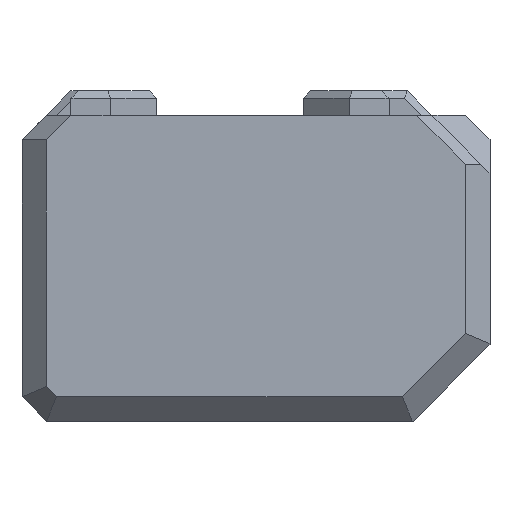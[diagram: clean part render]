
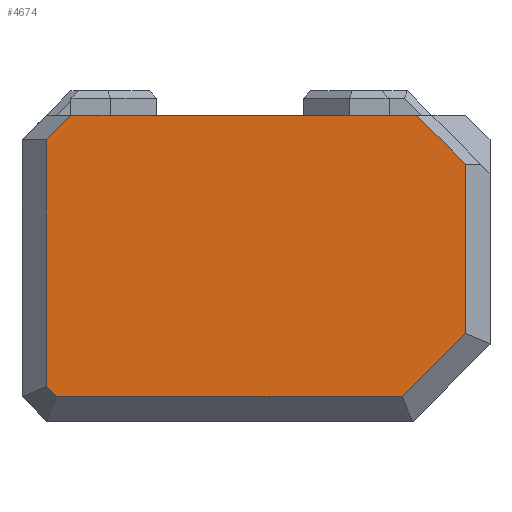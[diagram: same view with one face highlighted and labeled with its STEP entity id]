
A CAD part, front view. The second image highlights one B-rep face of the part: STEP entity #4674.
In plain terms, the highlighted planar face has unit normal (0, -1, 0).
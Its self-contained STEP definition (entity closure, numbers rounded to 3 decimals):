
#423=FACE_OUTER_BOUND('',#687,.T.);
#687=EDGE_LOOP('',(#4138,#4139,#4140,#4141,#4142,#4143,#4144,#4145));
#898=LINE('',#6979,#1452);
#1094=LINE('',#7450,#1648);
#1198=LINE('',#7731,#1752);
#1201=LINE('',#7736,#1755);
#1202=LINE('',#7739,#1756);
#1204=LINE('',#7743,#1758);
#1206=LINE('',#7746,#1760);
#1226=LINE('',#7792,#1780);
#1452=VECTOR('',#5301,10.);
#1648=VECTOR('',#5659,10.);
#1752=VECTOR('',#5915,10.);
#1755=VECTOR('',#5920,10.);
#1756=VECTOR('',#5923,10.);
#1758=VECTOR('',#5927,10.);
#1760=VECTOR('',#5931,10.);
#1780=VECTOR('',#5977,10.);
#2003=VERTEX_POINT('',#6976);
#2004=VERTEX_POINT('',#6978);
#2131=VERTEX_POINT('',#7448);
#2207=VERTEX_POINT('',#7728);
#2208=VERTEX_POINT('',#7730);
#2209=VERTEX_POINT('',#7734);
#2210=VERTEX_POINT('',#7738);
#2211=VERTEX_POINT('',#7742);
#2506=EDGE_CURVE('',#2004,#2003,#898,.T.);
#2712=EDGE_CURVE('',#2003,#2131,#1094,.T.);
#2844=EDGE_CURVE('',#2207,#2208,#1198,.T.);
#2847=EDGE_CURVE('',#2208,#2209,#1201,.T.);
#2848=EDGE_CURVE('',#2209,#2210,#1202,.T.);
#2850=EDGE_CURVE('',#2210,#2211,#1204,.T.);
#2852=EDGE_CURVE('',#2211,#2131,#1206,.T.);
#2873=EDGE_CURVE('',#2207,#2004,#1226,.T.);
#4138=ORIENTED_EDGE('',*,*,#2712,.T.);
#4139=ORIENTED_EDGE('',*,*,#2852,.F.);
#4140=ORIENTED_EDGE('',*,*,#2850,.F.);
#4141=ORIENTED_EDGE('',*,*,#2848,.F.);
#4142=ORIENTED_EDGE('',*,*,#2847,.F.);
#4143=ORIENTED_EDGE('',*,*,#2844,.F.);
#4144=ORIENTED_EDGE('',*,*,#2873,.T.);
#4145=ORIENTED_EDGE('',*,*,#2506,.T.);
#4428=PLANE('',#4955);
#4674=ADVANCED_FACE('',(#423),#4428,.T.);
#4955=AXIS2_PLACEMENT_3D('',#7793,#5978,#5979);
#5301=DIRECTION('',(-1.,0.,0.));
#5659=DIRECTION('',(-0.707,0.,-0.707));
#5915=DIRECTION('',(0.,0.,-1.));
#5920=DIRECTION('',(-0.707,0.,-0.707));
#5923=DIRECTION('',(-1.,0.,0.));
#5927=DIRECTION('',(-0.707,0.,0.707));
#5931=DIRECTION('',(0.,0.,1.));
#5977=DIRECTION('',(-0.707,0.,0.707));
#5978=DIRECTION('center_axis',(0.,-1.,0.));
#5979=DIRECTION('ref_axis',(0.,0.,-1.));
#6976=CARTESIAN_POINT('',(-14.,0.,0.));
#6978=CARTESIAN_POINT('',(14.25,0.,0.));
#6979=CARTESIAN_POINT('',(0.5,0.,0.));
#7448=CARTESIAN_POINT('',(-16.,0.,-2.));
#7450=CARTESIAN_POINT('',(-10.5,0.,3.5));
#7728=CARTESIAN_POINT('',(18.25,0.,-4.));
#7730=CARTESIAN_POINT('',(18.25,0.,-17.828));
#7731=CARTESIAN_POINT('',(18.25,0.,-6.25));
#7734=CARTESIAN_POINT('',(13.078,0.,-23.));
#7736=CARTESIAN_POINT('',(19.,0.,-17.078));
#7738=CARTESIAN_POINT('',(-15.172,0.,-23.));
#7739=CARTESIAN_POINT('',(0.,0.,-23.));
#7742=CARTESIAN_POINT('',(-16.,0.,-22.172));
#7743=CARTESIAN_POINT('',(-17.336,0.,-20.836));
#7746=CARTESIAN_POINT('',(-16.,0.,-6.25));
#7792=CARTESIAN_POINT('',(11.25,0.,3.));
#7793=CARTESIAN_POINT('Origin',(0.,0.,0.));
